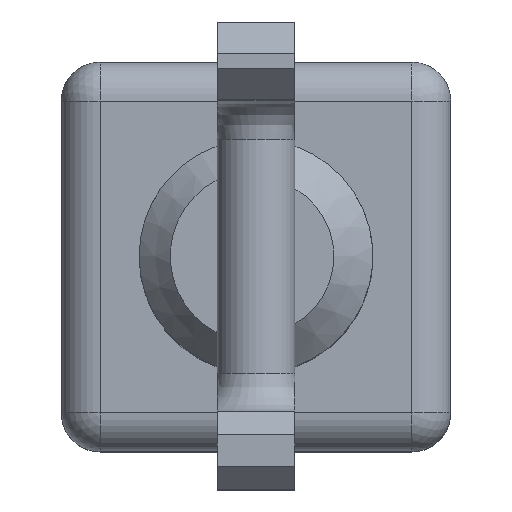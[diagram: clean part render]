
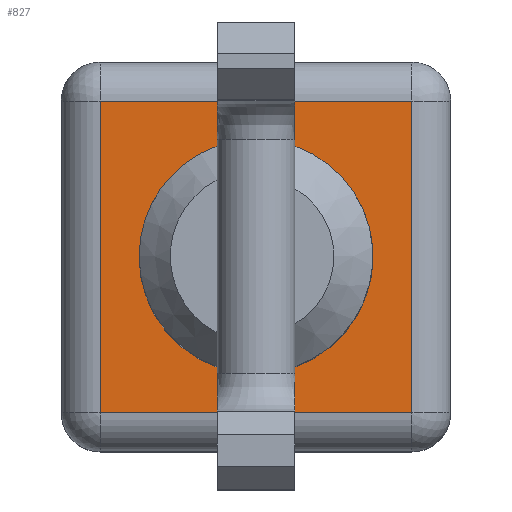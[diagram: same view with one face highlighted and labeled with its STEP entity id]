
A CAD part, top view. The second image highlights one B-rep face of the part: STEP entity #827.
In plain terms, the highlighted planar face has unit normal (0, 0, 1).
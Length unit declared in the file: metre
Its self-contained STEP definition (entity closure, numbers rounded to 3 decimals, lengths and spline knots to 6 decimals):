
#15=FACE_BOUND('',#314,.T.);
#100=LINE('',#1412,#173);
#105=LINE('',#1434,#178);
#110=LINE('',#1441,#183);
#113=LINE('',#1446,#186);
#173=VECTOR('',#1114,0.01);
#178=VECTOR('',#1141,0.01);
#183=VECTOR('',#1150,0.01);
#186=VECTOR('',#1157,0.01);
#213=PLANE('',#927);
#263=FACE_OUTER_BOUND('',#313,.T.);
#313=EDGE_LOOP('',(#771,#772,#773,#774));
#314=EDGE_LOOP('',(#775));
#323=CIRCLE('',#868,0.015);
#400=VERTEX_POINT('',#1344);
#405=VERTEX_POINT('',#1368);
#414=VERTEX_POINT('',#1395);
#418=VERTEX_POINT('',#1407);
#422=VERTEX_POINT('',#1427);
#487=EDGE_CURVE('',#400,#400,#323,.T.);
#519=EDGE_CURVE('',#405,#418,#100,.T.);
#530=EDGE_CURVE('',#422,#414,#105,.T.);
#535=EDGE_CURVE('',#418,#422,#110,.T.);
#538=EDGE_CURVE('',#414,#405,#113,.T.);
#771=ORIENTED_EDGE('',*,*,#530,.F.);
#772=ORIENTED_EDGE('',*,*,#535,.F.);
#773=ORIENTED_EDGE('',*,*,#519,.F.);
#774=ORIENTED_EDGE('',*,*,#538,.F.);
#775=ORIENTED_EDGE('',*,*,#487,.T.);
#827=ADVANCED_FACE('',(#263,#15),#213,.T.);
#868=AXIS2_PLACEMENT_3D('',#1346,#1028,#1029);
#927=AXIS2_PLACEMENT_3D('',#1456,#1173,#1174);
#1028=DIRECTION('center_axis',(0.,0.,-1.));
#1029=DIRECTION('ref_axis',(1.,0.,0.));
#1114=DIRECTION('',(0.,1.,0.));
#1141=DIRECTION('',(0.,-1.,0.));
#1150=DIRECTION('',(1.,0.,0.));
#1157=DIRECTION('',(-1.,0.,0.));
#1173=DIRECTION('center_axis',(0.,0.,1.));
#1174=DIRECTION('ref_axis',(1.,0.,0.));
#1344=CARTESIAN_POINT('',(-0.015,0.025,0.015));
#1346=CARTESIAN_POINT('Origin',(0.,0.025,0.015));
#1368=CARTESIAN_POINT('',(-0.02,0.005,0.015));
#1395=CARTESIAN_POINT('',(0.02,0.005,0.015));
#1407=CARTESIAN_POINT('',(-0.02,0.045,0.015));
#1412=CARTESIAN_POINT('',(-0.02,0.,0.015));
#1427=CARTESIAN_POINT('',(0.02,0.045,0.015));
#1434=CARTESIAN_POINT('',(0.02,0.,0.015));
#1441=CARTESIAN_POINT('',(-0.0125,0.045,0.015));
#1446=CARTESIAN_POINT('',(-0.0125,0.005,0.015));
#1456=CARTESIAN_POINT('Origin',(-0.025,0.,0.015));
